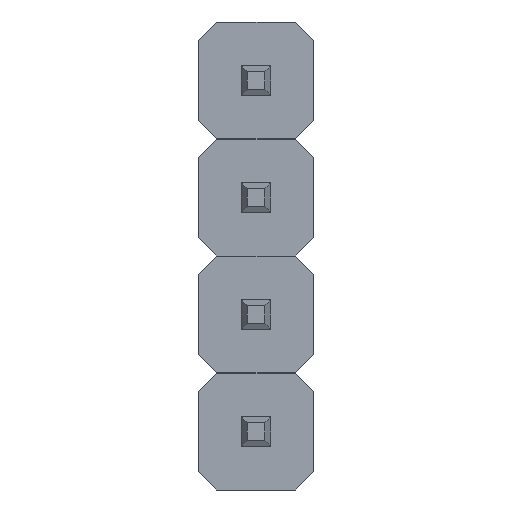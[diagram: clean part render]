
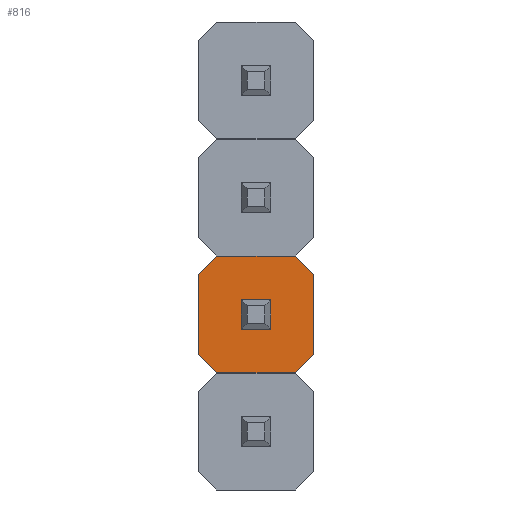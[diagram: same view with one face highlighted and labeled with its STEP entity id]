
A CAD part, left-side view. The second image highlights one B-rep face of the part: STEP entity #816.
In plain terms, the highlighted face is planar.
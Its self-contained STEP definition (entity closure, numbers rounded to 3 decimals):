
#8 = ORIENTED_EDGE ( 'NONE', *, *, #1447, .T. ) ;
#10 = ORIENTED_EDGE ( 'NONE', *, *, #1332, .T. ) ;
#17 = ORIENTED_EDGE ( 'NONE', *, *, #1344, .T. ) ;
#182 = AXIS2_PLACEMENT_3D ( 'NONE', #418, #428, #409 ) ;
#218 = CARTESIAN_POINT ( 'NONE',  ( 2.14, 0., 2.54 ) ) ;
#223 = CARTESIAN_POINT ( 'NONE',  ( 2.14, 2.5, 2.54 ) ) ;
#225 = VERTEX_POINT ( 'NONE', #218 ) ;
#230 = VERTEX_POINT ( 'NONE', #223 ) ;
#236 = CARTESIAN_POINT ( 'NONE',  ( 0.4, 2.5, 2.54 ) ) ;
#243 = VERTEX_POINT ( 'NONE', #236 ) ;
#250 = VERTEX_POINT ( 'NONE', #331 ) ;
#264 = VERTEX_POINT ( 'NONE', #311 ) ;
#274 = VERTEX_POINT ( 'NONE', #335 ) ;
#281 = VERTEX_POINT ( 'NONE', #296 ) ;
#288 = VERTEX_POINT ( 'NONE', #299 ) ;
#296 = CARTESIAN_POINT ( 'NONE',  ( 0., 2.1, 2.54 ) ) ;
#299 = CARTESIAN_POINT ( 'NONE',  ( 0., 0.4, 2.54 ) ) ;
#311 = CARTESIAN_POINT ( 'NONE',  ( 2.54, 0.4, 2.54 ) ) ;
#331 = CARTESIAN_POINT ( 'NONE',  ( 2.54, 2.1, 2.54 ) ) ;
#335 = CARTESIAN_POINT ( 'NONE',  ( 0.4, 0., 2.54 ) ) ;
#409 = DIRECTION ( 'NONE',  ( -1., 0., 0. ) ) ;
#418 = CARTESIAN_POINT ( 'NONE',  ( 0., 2.5, 2.54 ) ) ;
#428 = DIRECTION ( 'NONE',  ( 0., 0., -1. ) ) ;
#429 = PLANE ( 'NONE',  #182 ) ;
#464 = CARTESIAN_POINT ( 'NONE',  ( 2.54, 0.4, 2.54 ) ) ;
#473 = DIRECTION ( 'NONE',  ( 0.707, 0.707, 0. ) ) ;
#474 = CARTESIAN_POINT ( 'NONE',  ( 2.54, 0., 2.54 ) ) ;
#477 = CARTESIAN_POINT ( 'NONE',  ( 0., 2.5, 2.54 ) ) ;
#478 = DIRECTION ( 'NONE',  ( -1., 0., 0. ) ) ;
#489 = CARTESIAN_POINT ( 'NONE',  ( 0.4, 0., 2.54 ) ) ;
#491 = CARTESIAN_POINT ( 'NONE',  ( 0., 2.1, 2.54 ) ) ;
#493 = DIRECTION ( 'NONE',  ( 0.707, -0.707, 0. ) ) ;
#494 = DIRECTION ( 'NONE',  ( -0.707, 0.707, 0. ) ) ;
#495 = DIRECTION ( 'NONE',  ( -0.707, -0.707, 0. ) ) ;
#496 = DIRECTION ( 'NONE',  ( 0., 1., 0. ) ) ;
#497 = CARTESIAN_POINT ( 'NONE',  ( 2.14, 2.5, 2.54 ) ) ;
#506 = CARTESIAN_POINT ( 'NONE',  ( 0., 0., 2.54 ) ) ;
#508 = DIRECTION ( 'NONE',  ( 0., -1., 0. ) ) ;
#602 = DIRECTION ( 'NONE',  ( 1., 0., 0. ) ) ;
#606 = CARTESIAN_POINT ( 'NONE',  ( 0., 0., 2.54 ) ) ;
#816 = ADVANCED_FACE ( 'NONE', ( #1202 ), #429, .F. ) ;
#892 = EDGE_LOOP ( 'NONE', ( #1297, #1306, #8, #1309, #10, #1296, #1300, #17 ) ) ;
#1140 = VECTOR ( 'NONE', #602, 1000. ) ;
#1141 = LINE ( 'NONE', #606, #1140 ) ;
#1183 = VECTOR ( 'NONE', #473, 1000. ) ;
#1198 = LINE ( 'NONE', #464, #1183 ) ;
#1202 = FACE_OUTER_BOUND ( 'NONE', #892, .T. ) ;
#1274 = VECTOR ( 'NONE', #508, 1000. ) ;
#1286 = LINE ( 'NONE', #506, #1274 ) ;
#1296 = ORIENTED_EDGE ( 'NONE', *, *, #1334, .T. ) ;
#1297 = ORIENTED_EDGE ( 'NONE', *, *, #1365, .T. ) ;
#1300 = ORIENTED_EDGE ( 'NONE', *, *, #1337, .T. ) ;
#1306 = ORIENTED_EDGE ( 'NONE', *, *, #1333, .T. ) ;
#1309 = ORIENTED_EDGE ( 'NONE', *, *, #1326, .T. ) ;
#1326 = EDGE_CURVE ( 'NONE', #225, #264, #1198, .T. ) ;
#1332 = EDGE_CURVE ( 'NONE', #264, #250, #1483, .T. ) ;
#1333 = EDGE_CURVE ( 'NONE', #288, #274, #1449, .T. ) ;
#1334 = EDGE_CURVE ( 'NONE', #250, #230, #1482, .T. ) ;
#1337 = EDGE_CURVE ( 'NONE', #230, #243, #1455, .T. ) ;
#1344 = EDGE_CURVE ( 'NONE', #243, #281, #1478, .T. ) ;
#1365 = EDGE_CURVE ( 'NONE', #281, #288, #1286, .T. ) ;
#1447 = EDGE_CURVE ( 'NONE', #274, #225, #1141, .T. ) ;
#1449 = LINE ( 'NONE', #489, #1476 ) ;
#1453 = VECTOR ( 'NONE', #478, 1000. ) ;
#1455 = LINE ( 'NONE', #477, #1453 ) ;
#1457 = VECTOR ( 'NONE', #494, 1000. ) ;
#1476 = VECTOR ( 'NONE', #493, 1000. ) ;
#1478 = LINE ( 'NONE', #491, #1479 ) ;
#1479 = VECTOR ( 'NONE', #495, 1000. ) ;
#1482 = LINE ( 'NONE', #497, #1457 ) ;
#1483 = LINE ( 'NONE', #474, #1487 ) ;
#1487 = VECTOR ( 'NONE', #496, 1000. ) ;
